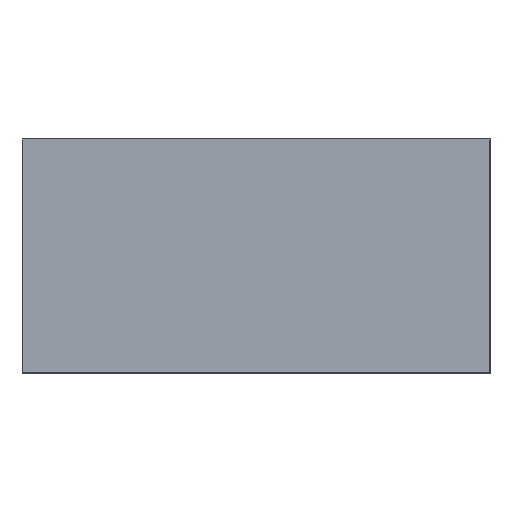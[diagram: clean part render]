
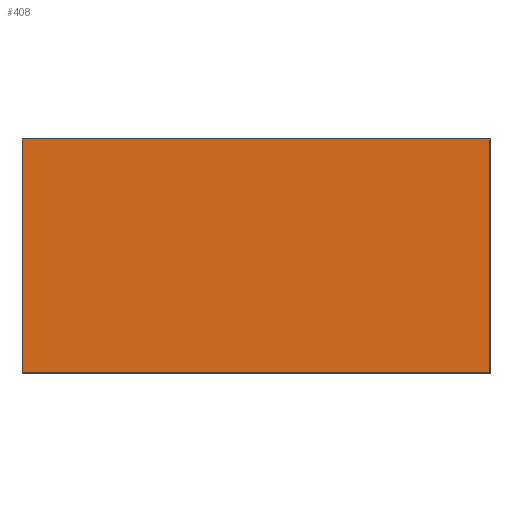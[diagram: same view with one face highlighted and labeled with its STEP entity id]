
A CAD part, top view. The second image highlights one B-rep face of the part: STEP entity #408.
In plain terms, the highlighted planar face has unit normal (0, 0, 1).
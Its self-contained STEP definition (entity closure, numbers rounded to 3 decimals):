
#130=ORIENTED_EDGE('',*,*,#176,.T.);
#131=ORIENTED_EDGE('',*,*,#180,.T.);
#132=ORIENTED_EDGE('',*,*,#183,.T.);
#133=ORIENTED_EDGE('',*,*,#185,.T.);
#176=EDGE_CURVE('',#213,#212,#256,.T.);
#180=EDGE_CURVE('',#212,#215,#260,.T.);
#183=EDGE_CURVE('',#215,#217,#263,.T.);
#185=EDGE_CURVE('',#217,#213,#265,.T.);
#212=VERTEX_POINT('',#682);
#213=VERTEX_POINT('',#684);
#215=VERTEX_POINT('',#690);
#217=VERTEX_POINT('',#696);
#256=LINE('',#683,#304);
#260=LINE('',#691,#308);
#263=LINE('',#697,#311);
#265=LINE('',#700,#313);
#304=VECTOR('',#573,1000.);
#308=VECTOR('',#579,1000.);
#311=VECTOR('',#584,1000.);
#313=VECTOR('',#588,1000.);
#336=EDGE_LOOP('',(#130,#131,#132,#133));
#360=FACE_BOUND('',#336,.T.);
#384=PLANE('',#486);
#408=ADVANCED_FACE('',(#360),#384,.T.);
#486=AXIS2_PLACEMENT_3D('',#701,#589,#590);
#573=DIRECTION('',(0.,-1.,0.));
#579=DIRECTION('',(1.,0.,0.));
#584=DIRECTION('',(0.,1.,0.));
#588=DIRECTION('',(-1.,0.,0.));
#589=DIRECTION('',(0.,0.,1.));
#590=DIRECTION('',(1.,0.,0.));
#682=CARTESIAN_POINT('',(-200.,-100.,0.15));
#683=CARTESIAN_POINT('',(-200.,100.,0.15));
#684=CARTESIAN_POINT('',(-200.,100.,0.15));
#690=CARTESIAN_POINT('',(200.,-100.,0.15));
#691=CARTESIAN_POINT('',(-200.,-100.,0.15));
#696=CARTESIAN_POINT('',(200.,100.,0.15));
#697=CARTESIAN_POINT('',(200.,-100.,0.15));
#700=CARTESIAN_POINT('',(200.,100.,0.15));
#701=CARTESIAN_POINT('',(0.,0.,0.15));
